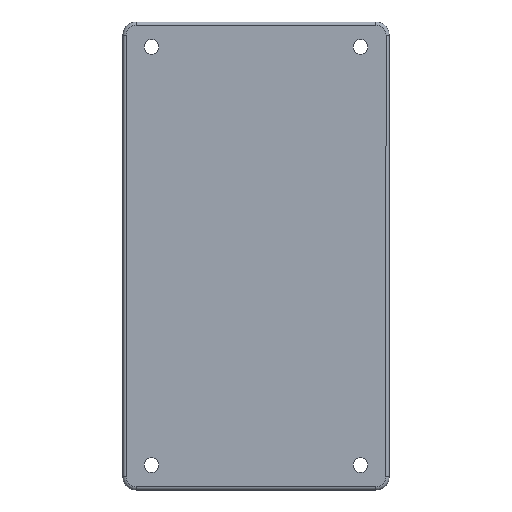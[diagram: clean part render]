
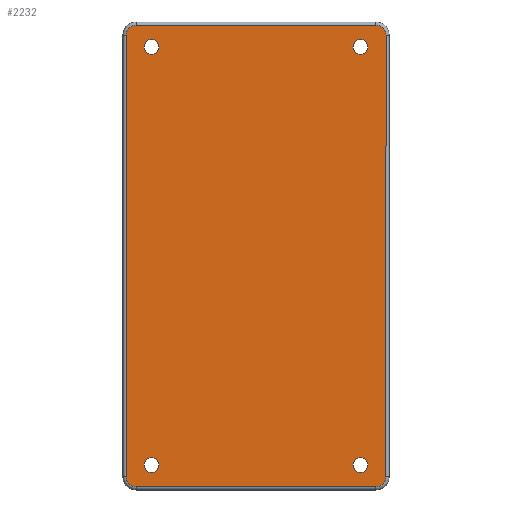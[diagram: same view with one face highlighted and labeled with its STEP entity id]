
A CAD part, front view. The second image highlights one B-rep face of the part: STEP entity #2232.
In plain terms, the highlighted planar face has unit normal (0, -1, 0).
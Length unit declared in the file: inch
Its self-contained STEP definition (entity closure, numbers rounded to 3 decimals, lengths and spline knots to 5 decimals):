
#1457 = CARTESIAN_POINT ( 'NONE',  ( -0.985, 0., 1.97 ) ) ;
#1464 = CIRCLE ( 'NONE', #1513, 0.07 ) ;
#1511 = DIRECTION ( 'NONE',  ( 0., 0., 1. ) ) ;
#1512 = DIRECTION ( 'NONE',  ( 0., 1., 0. ) ) ;
#1513 = AXIS2_PLACEMENT_3D ( 'NONE', #1457, #1512, #1511 ) ;
#1615 = DIRECTION ( 'NONE',  ( 0., 0., 1. ) ) ;
#1616 = DIRECTION ( 'NONE',  ( 0., 1., 0. ) ) ;
#1617 = CARTESIAN_POINT ( 'NONE',  ( -0.985, 0., -1.97 ) ) ;
#1618 = AXIS2_PLACEMENT_3D ( 'NONE', #1617, #1616, #1615 ) ;
#1619 = CIRCLE ( 'NONE', #1618, 0.07 ) ;
#1624 = AXIS2_PLACEMENT_3D ( 'NONE', #1632, #1631, #1630 ) ;
#1625 = CIRCLE ( 'NONE', #1624, 0.07 ) ;
#1630 = DIRECTION ( 'NONE',  ( 0., 0., 1. ) ) ;
#1631 = DIRECTION ( 'NONE',  ( 0., 1., 0. ) ) ;
#1632 = CARTESIAN_POINT ( 'NONE',  ( -0.985, 0., -1.97 ) ) ;
#1665 = CARTESIAN_POINT ( 'NONE',  ( 0.985, 0., -2.04 ) ) ;
#1667 = CARTESIAN_POINT ( 'NONE',  ( 0.985, 0., -1.9 ) ) ;
#1678 = CARTESIAN_POINT ( 'NONE',  ( 0.985, 0., 2.04 ) ) ;
#1691 = DIRECTION ( 'NONE',  ( 0., 0., 1. ) ) ;
#1692 = DIRECTION ( 'NONE',  ( 0., 1., 0. ) ) ;
#1693 = AXIS2_PLACEMENT_3D ( 'NONE', #1699, #1692, #1691 ) ;
#1699 = CARTESIAN_POINT ( 'NONE',  ( 0.985, 0., -1.97 ) ) ;
#1701 = CIRCLE ( 'NONE', #1693, 0.07 ) ;
#1823 = CIRCLE ( 'NONE', #1868, 0.07 ) ;
#1855 = DIRECTION ( 'NONE',  ( 0., 0., 1. ) ) ;
#1856 = DIRECTION ( 'NONE',  ( 0., 1., 0. ) ) ;
#1857 = CARTESIAN_POINT ( 'NONE',  ( 0.985, 0., -1.97 ) ) ;
#1868 = AXIS2_PLACEMENT_3D ( 'NONE', #1857, #1856, #1855 ) ;
#2220 = VERTEX_POINT ( 'NONE', #6414 ) ;
#2225 = ORIENTED_EDGE ( 'NONE', *, *, #2324, .T. ) ;
#2228 = EDGE_CURVE ( 'NONE', #2243, #2255, #6404, .T. ) ;
#2230 = VERTEX_POINT ( 'NONE', #6415 ) ;
#2232 = ADVANCED_FACE ( 'NONE', ( #6393, #6389, #6388, #6394, #6412 ), #6392, .F. ) ;
#2243 = VERTEX_POINT ( 'NONE', #6440 ) ;
#2246 = EDGE_LOOP ( 'NONE', ( #2317, #2322, #2225, #2331, #2327, #2301, #2306, #2309 ) ) ;
#2252 = VERTEX_POINT ( 'NONE', #6428 ) ;
#2255 = VERTEX_POINT ( 'NONE', #6425 ) ;
#2281 = EDGE_LOOP ( 'NONE', ( #2398, #2288 ) ) ;
#2282 = ORIENTED_EDGE ( 'NONE', *, *, #11271, .T. ) ;
#2288 = ORIENTED_EDGE ( 'NONE', *, *, #11235, .T. ) ;
#2300 = ORIENTED_EDGE ( 'NONE', *, *, #9401, .T. ) ;
#2301 = ORIENTED_EDGE ( 'NONE', *, *, #2319, .T. ) ;
#2302 = EDGE_CURVE ( 'NONE', #2326, #2338, #6518, .T. ) ;
#2306 = ORIENTED_EDGE ( 'NONE', *, *, #2302, .T. ) ;
#2309 = ORIENTED_EDGE ( 'NONE', *, *, #2333, .T. ) ;
#2310 = EDGE_LOOP ( 'NONE', ( #2311, #2315 ) ) ;
#2311 = ORIENTED_EDGE ( 'NONE', *, *, #6864, .T. ) ;
#2313 = EDGE_LOOP ( 'NONE', ( #2300, #2396 ) ) ;
#2315 = ORIENTED_EDGE ( 'NONE', *, *, #11234, .T. ) ;
#2317 = ORIENTED_EDGE ( 'NONE', *, *, #2228, .T. ) ;
#2318 = EDGE_CURVE ( 'NONE', #2255, #2220, #6456, .T. ) ;
#2319 = EDGE_CURVE ( 'NONE', #2252, #2326, #6501, .T. ) ;
#2320 = VERTEX_POINT ( 'NONE', #6451 ) ;
#2322 = ORIENTED_EDGE ( 'NONE', *, *, #2318, .T. ) ;
#2324 = EDGE_CURVE ( 'NONE', #2220, #2320, #6493, .T. ) ;
#2326 = VERTEX_POINT ( 'NONE', #6496 ) ;
#2327 = ORIENTED_EDGE ( 'NONE', *, *, #2332, .T. ) ;
#2329 = EDGE_CURVE ( 'NONE', #2320, #2230, #6548, .T. ) ;
#2331 = ORIENTED_EDGE ( 'NONE', *, *, #2329, .T. ) ;
#2332 = EDGE_CURVE ( 'NONE', #2230, #2252, #6543, .T. ) ;
#2333 = EDGE_CURVE ( 'NONE', #2338, #2243, #6550, .T. ) ;
#2338 = VERTEX_POINT ( 'NONE', #6538 ) ;
#2392 = ORIENTED_EDGE ( 'NONE', *, *, #11351, .T. ) ;
#2396 = ORIENTED_EDGE ( 'NONE', *, *, #11468, .T. ) ;
#2398 = ORIENTED_EDGE ( 'NONE', *, *, #11109, .T. ) ;
#2400 = EDGE_LOOP ( 'NONE', ( #2392, #2282 ) ) ;
#6388 = FACE_BOUND ( 'NONE', #2313, .T. ) ;
#6389 = FACE_BOUND ( 'NONE', #2310, .T. ) ;
#6390 = DIRECTION ( 'NONE',  ( -1., 0., 0. ) ) ;
#6391 = VECTOR ( 'NONE', #6390, 39.37008 ) ;
#6392 = PLANE ( 'NONE',  #6402 ) ;
#6393 = FACE_OUTER_BOUND ( 'NONE', #2246, .T. ) ;
#6394 = FACE_BOUND ( 'NONE', #2400, .T. ) ;
#6402 = AXIS2_PLACEMENT_3D ( 'NONE', #6448, #6447, #6446 ) ;
#6403 = CARTESIAN_POINT ( 'NONE',  ( -1.13, 0., 2.175 ) ) ;
#6404 = LINE ( 'NONE', #6403, #6391 ) ;
#6412 = FACE_BOUND ( 'NONE', #2281, .T. ) ;
#6414 = CARTESIAN_POINT ( 'NONE',  ( -1.225, 0., 2.08 ) ) ;
#6415 = CARTESIAN_POINT ( 'NONE',  ( -1.13, 0., -2.175 ) ) ;
#6425 = CARTESIAN_POINT ( 'NONE',  ( -1.13, 0., 2.175 ) ) ;
#6428 = CARTESIAN_POINT ( 'NONE',  ( 1.13, 0., -2.175 ) ) ;
#6440 = CARTESIAN_POINT ( 'NONE',  ( 1.13, 0., 2.175 ) ) ;
#6446 = DIRECTION ( 'NONE',  ( 0., 0., 1. ) ) ;
#6447 = DIRECTION ( 'NONE',  ( 0., 1., 0. ) ) ;
#6448 = CARTESIAN_POINT ( 'NONE',  ( -1.13, 0., -2.08 ) ) ;
#6451 = CARTESIAN_POINT ( 'NONE',  ( -1.225, 0., -2.08 ) ) ;
#6456 = CIRCLE ( 'NONE', #6505, 0.095 ) ;
#6464 = CARTESIAN_POINT ( 'NONE',  ( 1.225, 0., -2.08 ) ) ;
#6489 = DIRECTION ( 'NONE',  ( 0., 0., -1. ) ) ;
#6490 = VECTOR ( 'NONE', #6489, 39.37008 ) ;
#6492 = CARTESIAN_POINT ( 'NONE',  ( -1.225, 0., -2.08 ) ) ;
#6493 = LINE ( 'NONE', #6492, #6490 ) ;
#6494 = CARTESIAN_POINT ( 'NONE',  ( -1.13, 0., -2.175 ) ) ;
#6495 = AXIS2_PLACEMENT_3D ( 'NONE', #6544, #6536, #6535 ) ;
#6496 = CARTESIAN_POINT ( 'NONE',  ( 1.225, 0., -2.08 ) ) ;
#6497 = CARTESIAN_POINT ( 'NONE',  ( -1.13, 0., -2.08 ) ) ;
#6498 = DIRECTION ( 'NONE',  ( 0., 0., 1. ) ) ;
#6499 = DIRECTION ( 'NONE',  ( 0., -1., 0. ) ) ;
#6500 = AXIS2_PLACEMENT_3D ( 'NONE', #6506, #6499, #6498 ) ;
#6501 = CIRCLE ( 'NONE', #6500, 0.095 ) ;
#6502 = DIRECTION ( 'NONE',  ( 0., 0., 1. ) ) ;
#6503 = DIRECTION ( 'NONE',  ( 0., -1., 0. ) ) ;
#6504 = CARTESIAN_POINT ( 'NONE',  ( -1.13, 0., 2.08 ) ) ;
#6505 = AXIS2_PLACEMENT_3D ( 'NONE', #6504, #6503, #6502 ) ;
#6506 = CARTESIAN_POINT ( 'NONE',  ( 1.13, 0., -2.08 ) ) ;
#6513 = DIRECTION ( 'NONE',  ( 0., 0., 1. ) ) ;
#6514 = VECTOR ( 'NONE', #6513, 39.37008 ) ;
#6518 = LINE ( 'NONE', #6464, #6514 ) ;
#6535 = DIRECTION ( 'NONE',  ( 0., 0., 1. ) ) ;
#6536 = DIRECTION ( 'NONE',  ( 0., -1., 0. ) ) ;
#6538 = CARTESIAN_POINT ( 'NONE',  ( 1.225, 0., 2.08 ) ) ;
#6541 = DIRECTION ( 'NONE',  ( 1., 0., 0. ) ) ;
#6542 = VECTOR ( 'NONE', #6541, 39.37008 ) ;
#6543 = LINE ( 'NONE', #6494, #6542 ) ;
#6544 = CARTESIAN_POINT ( 'NONE',  ( 1.13, 0., 2.08 ) ) ;
#6545 = DIRECTION ( 'NONE',  ( 0., 0., 1. ) ) ;
#6546 = DIRECTION ( 'NONE',  ( 0., -1., 0. ) ) ;
#6547 = AXIS2_PLACEMENT_3D ( 'NONE', #6497, #6546, #6545 ) ;
#6548 = CIRCLE ( 'NONE', #6547, 0.095 ) ;
#6550 = CIRCLE ( 'NONE', #6495, 0.095 ) ;
#6864 = EDGE_CURVE ( 'NONE', #11250, #11242, #8369, .T. ) ;
#8355 = DIRECTION ( 'NONE',  ( 0., 0., 1. ) ) ;
#8356 = DIRECTION ( 'NONE',  ( 0., 1., 0. ) ) ;
#8357 = CARTESIAN_POINT ( 'NONE',  ( 0.985, 0., 1.97 ) ) ;
#8369 = CIRCLE ( 'NONE', #8370, 0.07 ) ;
#8370 = AXIS2_PLACEMENT_3D ( 'NONE', #8357, #8356, #8355 ) ;
#9401 = EDGE_CURVE ( 'NONE', #11473, #11469, #1464, .T. ) ;
#9571 = CARTESIAN_POINT ( 'NONE',  ( -0.985, 0., -2.04 ) ) ;
#9611 = DIRECTION ( 'NONE',  ( 0., 0., 1. ) ) ;
#9612 = DIRECTION ( 'NONE',  ( 0., 1., 0. ) ) ;
#9613 = CARTESIAN_POINT ( 'NONE',  ( 0.985, 0., 1.97 ) ) ;
#9614 = AXIS2_PLACEMENT_3D ( 'NONE', #9613, #9612, #9611 ) ;
#9619 = CARTESIAN_POINT ( 'NONE',  ( 0.985, 0., 1.9 ) ) ;
#9626 = CIRCLE ( 'NONE', #9614, 0.07 ) ;
#9790 = CARTESIAN_POINT ( 'NONE',  ( -0.985, 0., -1.9 ) ) ;
#9821 = CARTESIAN_POINT ( 'NONE',  ( -0.985, 0., 1.97 ) ) ;
#9873 = CARTESIAN_POINT ( 'NONE',  ( -0.985, 0., 2.04 ) ) ;
#9877 = DIRECTION ( 'NONE',  ( 0., 0., 1. ) ) ;
#9878 = DIRECTION ( 'NONE',  ( 0., 1., 0. ) ) ;
#9879 = CARTESIAN_POINT ( 'NONE',  ( -0.985, 0., 1.9 ) ) ;
#9882 = CIRCLE ( 'NONE', #9883, 0.07 ) ;
#9883 = AXIS2_PLACEMENT_3D ( 'NONE', #9821, #9878, #9877 ) ;
#11109 = EDGE_CURVE ( 'NONE', #11453, #11233, #1619, .T. ) ;
#11233 = VERTEX_POINT ( 'NONE', #9571 ) ;
#11234 = EDGE_CURVE ( 'NONE', #11242, #11250, #9626, .T. ) ;
#11235 = EDGE_CURVE ( 'NONE', #11233, #11453, #1625, .T. ) ;
#11242 = VERTEX_POINT ( 'NONE', #9619 ) ;
#11250 = VERTEX_POINT ( 'NONE', #1678 ) ;
#11259 = VERTEX_POINT ( 'NONE', #1665 ) ;
#11261 = VERTEX_POINT ( 'NONE', #1667 ) ;
#11271 = EDGE_CURVE ( 'NONE', #11259, #11261, #1701, .T. ) ;
#11351 = EDGE_CURVE ( 'NONE', #11261, #11259, #1823, .T. ) ;
#11453 = VERTEX_POINT ( 'NONE', #9790 ) ;
#11468 = EDGE_CURVE ( 'NONE', #11469, #11473, #9882, .T. ) ;
#11469 = VERTEX_POINT ( 'NONE', #9879 ) ;
#11473 = VERTEX_POINT ( 'NONE', #9873 ) ;
